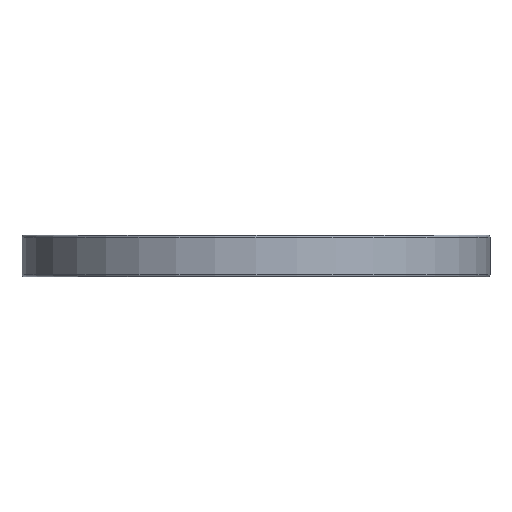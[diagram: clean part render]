
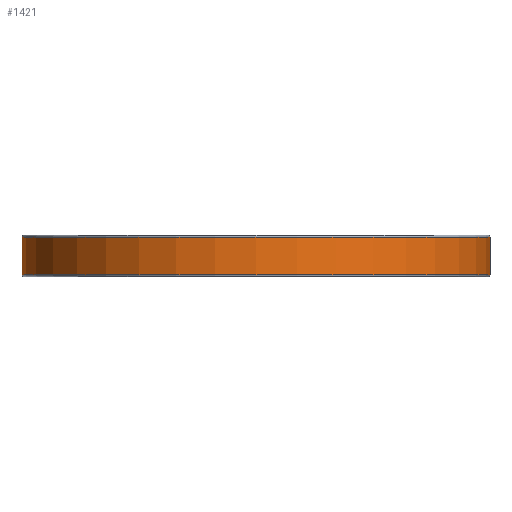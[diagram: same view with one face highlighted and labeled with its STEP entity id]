
A CAD part, front view. The second image highlights one B-rep face of the part: STEP entity #1421.
In plain terms, the highlighted cylindrical face has radius 112 mm (diameter 224 mm), a partial arc.
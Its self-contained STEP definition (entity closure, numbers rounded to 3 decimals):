
#33 = CARTESIAN_POINT ( 'NONE',  ( -112., 0., 20. ) ) ;
#78 = CARTESIAN_POINT ( 'NONE',  ( 0., 0., 19. ) ) ;
#103 = CARTESIAN_POINT ( 'NONE',  ( 0., 0., 1. ) ) ;
#180 = ORIENTED_EDGE ( 'NONE', *, *, #1173, .F. ) ;
#228 = CARTESIAN_POINT ( 'NONE',  ( 112., 0., 20. ) ) ;
#231 = LINE ( 'NONE', #33, #727 ) ;
#238 = DIRECTION ( 'NONE',  ( 0., 0., 1. ) ) ;
#246 = LINE ( 'NONE', #228, #1282 ) ;
#264 = VERTEX_POINT ( 'NONE', #421 ) ;
#285 = CIRCLE ( 'NONE', #827, 112. ) ;
#415 = CARTESIAN_POINT ( 'NONE',  ( 112., 0., 19. ) ) ;
#421 = CARTESIAN_POINT ( 'NONE',  ( -112., 0., 1. ) ) ;
#427 = EDGE_CURVE ( 'NONE', #1809, #1037, #1861, .T. ) ;
#487 = CYLINDRICAL_SURFACE ( 'NONE', #710, 112. ) ;
#512 = CARTESIAN_POINT ( 'NONE',  ( 112., 0., 1. ) ) ;
#592 = VERTEX_POINT ( 'NONE', #512 ) ;
#615 = DIRECTION ( 'NONE',  ( 0., 0., -1. ) ) ;
#696 = ORIENTED_EDGE ( 'NONE', *, *, #1579, .T. ) ;
#710 = AXIS2_PLACEMENT_3D ( 'NONE', #1787, #773, #751 ) ;
#727 = VECTOR ( 'NONE', #615, 1000. ) ;
#751 = DIRECTION ( 'NONE',  ( -1., 0., 0. ) ) ;
#773 = DIRECTION ( 'NONE',  ( 0., 0., -1. ) ) ;
#827 = AXIS2_PLACEMENT_3D ( 'NONE', #103, #238, #1821 ) ;
#1037 = VERTEX_POINT ( 'NONE', #1619 ) ;
#1042 = ORIENTED_EDGE ( 'NONE', *, *, #1145, .T. ) ;
#1145 = EDGE_CURVE ( 'NONE', #264, #592, #285, .T. ) ;
#1173 = EDGE_CURVE ( 'NONE', #1809, #592, #246, .T. ) ;
#1282 = VECTOR ( 'NONE', #1546, 1000. ) ;
#1421 = ADVANCED_FACE ( 'NONE', ( #1487 ), #487, .T. ) ;
#1487 = FACE_OUTER_BOUND ( 'NONE', #1748, .T. ) ;
#1546 = DIRECTION ( 'NONE',  ( 0., 0., -1. ) ) ;
#1578 = ORIENTED_EDGE ( 'NONE', *, *, #427, .T. ) ;
#1579 = EDGE_CURVE ( 'NONE', #1037, #264, #231, .T. ) ;
#1619 = CARTESIAN_POINT ( 'NONE',  ( -112., 0., 19. ) ) ;
#1620 = DIRECTION ( 'NONE',  ( 1., 0., 0. ) ) ;
#1629 = DIRECTION ( 'NONE',  ( 0., 0., -1. ) ) ;
#1643 = AXIS2_PLACEMENT_3D ( 'NONE', #78, #1629, #1620 ) ;
#1748 = EDGE_LOOP ( 'NONE', ( #180, #1578, #696, #1042 ) ) ;
#1787 = CARTESIAN_POINT ( 'NONE',  ( 0., 0., 20. ) ) ;
#1809 = VERTEX_POINT ( 'NONE', #415 ) ;
#1821 = DIRECTION ( 'NONE',  ( 1., 0., 0. ) ) ;
#1861 = CIRCLE ( 'NONE', #1643, 112. ) ;
